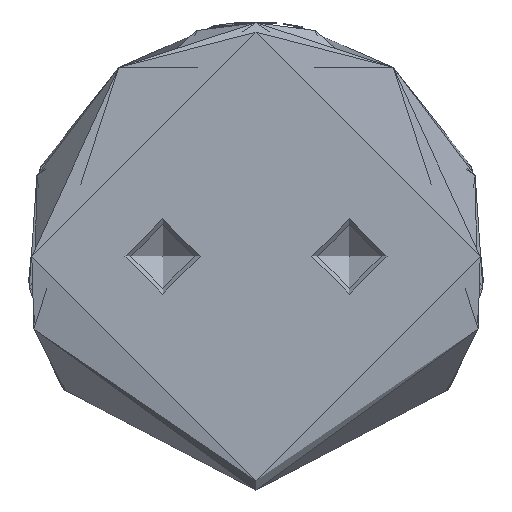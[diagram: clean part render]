
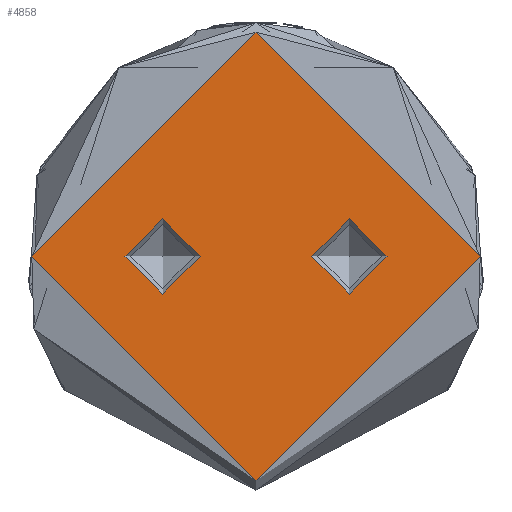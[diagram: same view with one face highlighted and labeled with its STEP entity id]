
A CAD part, front view. The second image highlights one B-rep face of the part: STEP entity #4858.
In plain terms, the highlighted face is planar.
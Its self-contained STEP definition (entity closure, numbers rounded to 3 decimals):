
#144 = VERTEX_POINT ( 'NONE', #3967 ) ;
#387 = PLANE ( 'NONE',  #4636 ) ;
#499 = EDGE_LOOP ( 'NONE', ( #1114 ) ) ;
#628 = EDGE_CURVE ( 'NONE', #2926, #2926, #3156, .T. ) ;
#1114 = ORIENTED_EDGE ( 'NONE', *, *, #628, .F. ) ;
#1149 = CARTESIAN_POINT ( 'NONE',  ( 14.025, 0., 0. ) ) ;
#1201 = ORIENTED_EDGE ( 'NONE', *, *, #4857, .F. ) ;
#1311 = DIRECTION ( 'NONE',  ( 0., 0., 1. ) ) ;
#1589 = FACE_BOUND ( 'NONE', #499, .T. ) ;
#1738 = CIRCLE ( 'NONE', #2798, 4.025 ) ;
#1799 = DIRECTION ( 'NONE',  ( 0., 0., -1. ) ) ;
#2246 = CARTESIAN_POINT ( 'NONE',  ( 0., 24., 0. ) ) ;
#2436 = CIRCLE ( 'NONE', #2563, 24. ) ;
#2563 = AXIS2_PLACEMENT_3D ( 'NONE', #5326, #2584, #5766 ) ;
#2584 = DIRECTION ( 'NONE',  ( 0., 0., 1. ) ) ;
#2593 = CARTESIAN_POINT ( 'NONE',  ( -5.975, 0., 0. ) ) ;
#2680 = EDGE_LOOP ( 'NONE', ( #1201 ) ) ;
#2795 = DIRECTION ( 'NONE',  ( 0., 0., 1. ) ) ;
#2798 = AXIS2_PLACEMENT_3D ( 'NONE', #4111, #1311, #4573 ) ;
#2926 = VERTEX_POINT ( 'NONE', #1149 ) ;
#2991 = FACE_OUTER_BOUND ( 'NONE', #3966, .T. ) ;
#3156 = CIRCLE ( 'NONE', #4180, 4.025 ) ;
#3558 = VERTEX_POINT ( 'NONE', #2593 ) ;
#3750 = EDGE_CURVE ( 'NONE', #144, #144, #2436, .T. ) ;
#3966 = EDGE_LOOP ( 'NONE', ( #5606 ) ) ;
#3967 = CARTESIAN_POINT ( 'NONE',  ( 0., -24., 0. ) ) ;
#4066 = FACE_BOUND ( 'NONE', #2680, .T. ) ;
#4111 = CARTESIAN_POINT ( 'NONE',  ( -10., 0., 0. ) ) ;
#4180 = AXIS2_PLACEMENT_3D ( 'NONE', #5511, #2795, #5944 ) ;
#4573 = DIRECTION ( 'NONE',  ( 1., 0., 0. ) ) ;
#4636 = AXIS2_PLACEMENT_3D ( 'NONE', #2246, #1799, #5028 ) ;
#4857 = EDGE_CURVE ( 'NONE', #3558, #3558, #1738, .T. ) ;
#4858 = ADVANCED_FACE ( 'NONE', ( #4066, #1589, #2991 ), #387, .F. ) ;
#5028 = DIRECTION ( 'NONE',  ( 0., 1., 0. ) ) ;
#5326 = CARTESIAN_POINT ( 'NONE',  ( 0., 0., 0. ) ) ;
#5511 = CARTESIAN_POINT ( 'NONE',  ( 10., 0., 0. ) ) ;
#5606 = ORIENTED_EDGE ( 'NONE', *, *, #3750, .T. ) ;
#5766 = DIRECTION ( 'NONE',  ( 0., -1., 0. ) ) ;
#5944 = DIRECTION ( 'NONE',  ( 1., 0., 0. ) ) ;
